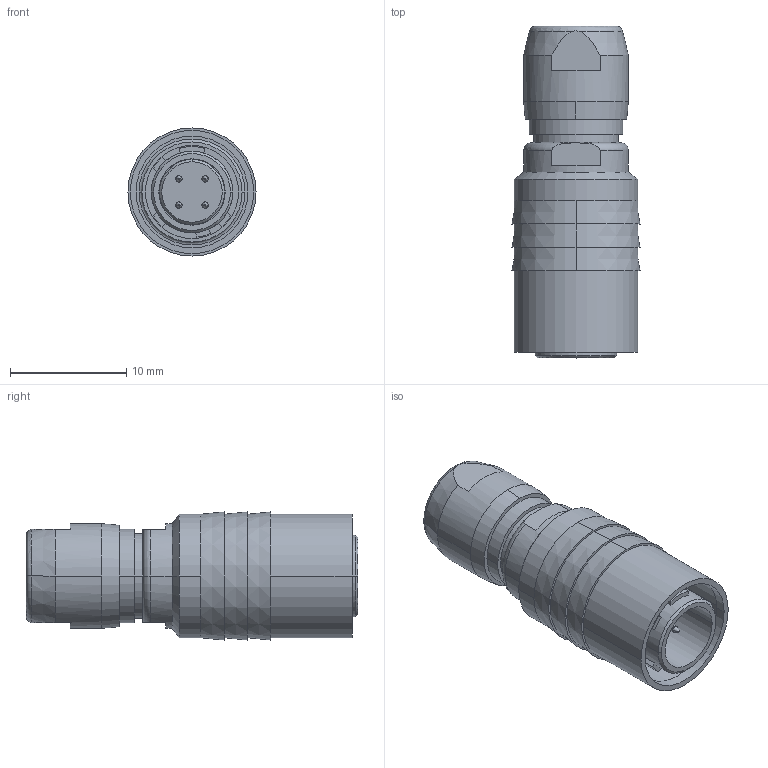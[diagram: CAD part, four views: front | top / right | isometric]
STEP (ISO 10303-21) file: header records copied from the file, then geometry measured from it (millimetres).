
FILE_DESCRIPTION(('OneSpaceDesigner STEP Export'),'2;1');
FILE_NAME('HR10-7P-4P.stp','2008-03-06T 8:58:05',(''),(''),'OneSpace Designer STEP processor for AP214 (Solid Model)','OneSpace Modeling 15.00A 14-Mar-2007 (C) CoCreate Software GmbH','');
FILE_SCHEMA(('AUTOMOTIVE_DESIGN { 1 0 10303 214 1 1 1 1 }'));
Length unit declared in the file: millimetre
Products named in the file (2): HR10-7P-4P
Assembly tree (1 placements, depth 2):
  HR10-7P-4P
    HR10-7P-4P
Bounding box: 11 x 28.5 x 11 mm (x, y, z)
Volume: 1516.8 mm3; surface area: 2743.9 mm2
Topology: 1 solids, 6 shells, 206 faces, 494 edges, 319 vertices
Faces by surface type: cylinder 75, plane 66, cone 39, torus 18, bspline 8
Entity records: 6954 total; most frequent: CARTESIAN_POINT 2785, ORIENTED_EDGE 988, DIRECTION 717, EDGE_CURVE 494, VERTEX_POINT 319, AXIS2_PLACEMENT_3D 271, EDGE_LOOP 231, FACE_OUTER_BOUND 206
